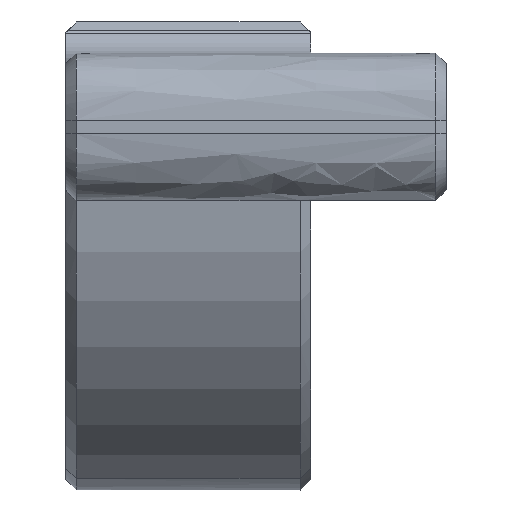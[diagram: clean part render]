
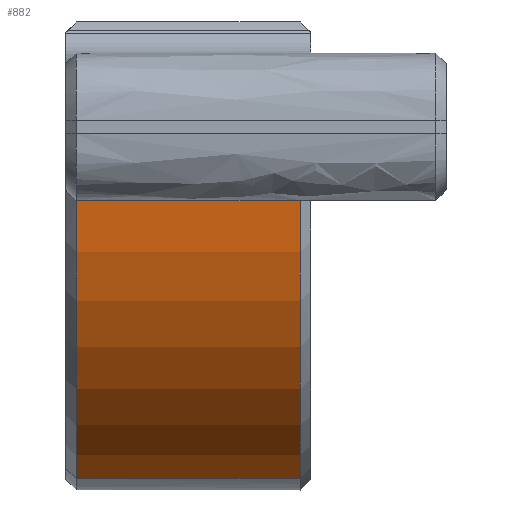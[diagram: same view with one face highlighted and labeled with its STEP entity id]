
A CAD part, front view. The second image highlights one B-rep face of the part: STEP entity #882.
In plain terms, the highlighted cylindrical face has radius 12.175 mm (diameter 24.35 mm), a partial arc.
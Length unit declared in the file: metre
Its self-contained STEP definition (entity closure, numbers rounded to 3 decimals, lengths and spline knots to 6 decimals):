
#19=CYLINDRICAL_SURFACE('',#961,0.012175);
#102=CIRCLE('',#953,0.012175);
#104=CIRCLE('',#957,0.012175);
#217=ORIENTED_EDGE('',*,*,#446,.T.);
#218=ORIENTED_EDGE('',*,*,#444,.F.);
#219=ORIENTED_EDGE('',*,*,#411,.T.);
#220=ORIENTED_EDGE('',*,*,#437,.T.);
#411=EDGE_CURVE('',#541,#522,#615,.T.);
#437=EDGE_CURVE('',#522,#559,#102,.T.);
#444=EDGE_CURVE('',#541,#561,#104,.T.);
#446=EDGE_CURVE('',#559,#561,#629,.T.);
#522=VERTEX_POINT('',#1204);
#541=VERTEX_POINT('',#1278);
#559=VERTEX_POINT('',#1398);
#561=VERTEX_POINT('',#1457);
#615=LINE('',#1277,#676);
#629=LINE('',#1489,#690);
#676=VECTOR('',#1037,1.);
#690=VECTOR('',#1087,1.);
#737=EDGE_LOOP('',(#217,#218,#219,#220));
#796=FACE_BOUND('',#737,.T.);
#882=ADVANCED_FACE('',(#796),#19,.T.);
#953=AXIS2_PLACEMENT_3D('',#1409,#1073,#1074);
#957=AXIS2_PLACEMENT_3D('',#1479,#1084,#1085);
#961=AXIS2_PLACEMENT_3D('',#1498,#1099,#1100);
#1037=DIRECTION('',(-1.,0.,0.));
#1073=DIRECTION('',(1.,0.,0.));
#1074=DIRECTION('',(0.,0.,-1.));
#1084=DIRECTION('',(1.,0.,0.));
#1085=DIRECTION('',(0.,0.,-1.));
#1087=DIRECTION('',(1.,0.,0.));
#1099=DIRECTION('',(-1.,0.,0.));
#1100=DIRECTION('',(0.,0.,1.));
#1204=CARTESIAN_POINT('',(0.02751,-0.071192,-0.039321));
#1277=CARTESIAN_POINT('',(0.04131,-0.071192,-0.039321));
#1278=CARTESIAN_POINT('',(0.03586,-0.071192,-0.039321));
#1398=CARTESIAN_POINT('',(0.02751,-0.063533,-0.049681));
#1409=CARTESIAN_POINT('',(0.02751,-0.059055,-0.038359));
#1457=CARTESIAN_POINT('',(0.03586,-0.063533,-0.049681));
#1479=CARTESIAN_POINT('',(0.03586,-0.059055,-0.038359));
#1489=CARTESIAN_POINT('',(0.031685,-0.063533,-0.049681));
#1498=CARTESIAN_POINT('',(0.04131,-0.059055,-0.038359));
